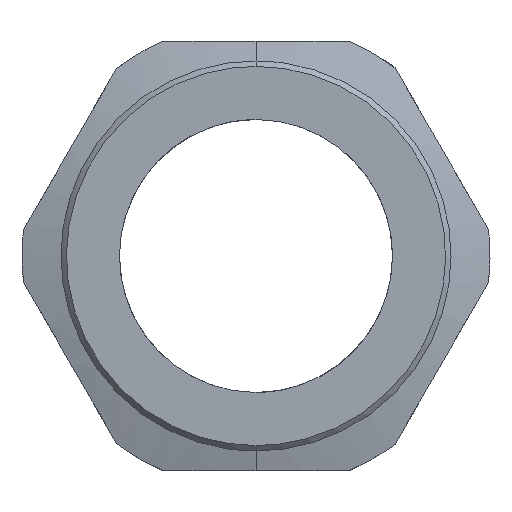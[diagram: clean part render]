
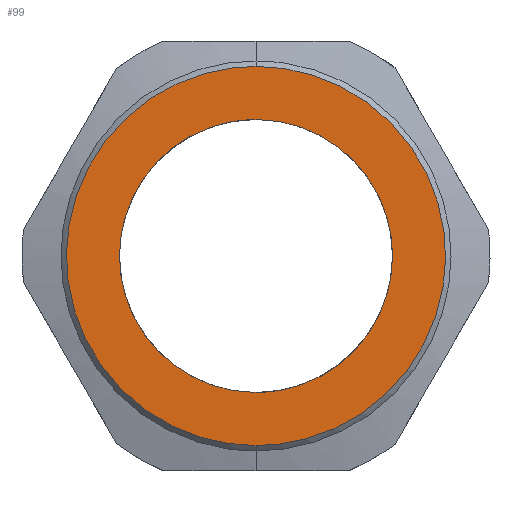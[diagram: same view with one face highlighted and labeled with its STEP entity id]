
A CAD part, front view. The second image highlights one B-rep face of the part: STEP entity #99.
In plain terms, the highlighted planar face has unit normal (0, -1, 0).
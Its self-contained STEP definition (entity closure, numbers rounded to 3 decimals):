
#28=FACE_BOUND('',#272,.T.);
#99=ADVANCED_FACE('',(#182,#28),#1237,.T.);
#182=FACE_OUTER_BOUND('',#271,.T.);
#271=EDGE_LOOP('',(#613,#614));
#272=EDGE_LOOP('',(#615,#616));
#613=ORIENTED_EDGE('',*,*,#842,.F.);
#614=ORIENTED_EDGE('',*,*,#866,.F.);
#615=ORIENTED_EDGE('',*,*,#867,.T.);
#616=ORIENTED_EDGE('',*,*,#847,.T.);
#842=EDGE_CURVE('',#1187,#1188,#1063,.T.);
#847=EDGE_CURVE('',#1191,#1192,#1066,.T.);
#866=EDGE_CURVE('',#1188,#1187,#1073,.T.);
#867=EDGE_CURVE('',#1192,#1191,#1074,.T.);
#1063=(
BOUNDED_CURVE()
B_SPLINE_CURVE(2,(#3067,#3068,#3069,#3070,#3071),.UNSPECIFIED.,.F.,.F.)
B_SPLINE_CURVE_WITH_KNOTS((3,2,3),(-76.341,-38.17,0.),
 .UNSPECIFIED.)
CURVE()
GEOMETRIC_REPRESENTATION_ITEM()
RATIONAL_B_SPLINE_CURVE((1.,0.707,1.,0.707,1.))
REPRESENTATION_ITEM('')
);
#1066=(
BOUNDED_CURVE()
B_SPLINE_CURVE(2,(#3086,#3087,#3088,#3089,#3090),.UNSPECIFIED.,.F.,.F.)
B_SPLINE_CURVE_WITH_KNOTS((3,2,3),(0.,27.489,54.978),
 .UNSPECIFIED.)
CURVE()
GEOMETRIC_REPRESENTATION_ITEM()
RATIONAL_B_SPLINE_CURVE((1.,0.707,1.,0.707,1.))
REPRESENTATION_ITEM('')
);
#1073=(
BOUNDED_CURVE()
B_SPLINE_CURVE(2,(#3133,#3134,#3135,#3136,#3137),.UNSPECIFIED.,.F.,.F.)
B_SPLINE_CURVE_WITH_KNOTS((3,2,3),(-76.341,-38.17,0.),
 .UNSPECIFIED.)
CURVE()
GEOMETRIC_REPRESENTATION_ITEM()
RATIONAL_B_SPLINE_CURVE((1.,0.707,1.,0.707,1.))
REPRESENTATION_ITEM('')
);
#1074=(
BOUNDED_CURVE()
B_SPLINE_CURVE(2,(#3138,#3139,#3140,#3141,#3142),.UNSPECIFIED.,.F.,.F.)
B_SPLINE_CURVE_WITH_KNOTS((3,2,3),(0.,27.489,54.978),
 .UNSPECIFIED.)
CURVE()
GEOMETRIC_REPRESENTATION_ITEM()
RATIONAL_B_SPLINE_CURVE((1.,0.707,1.,0.707,1.))
REPRESENTATION_ITEM('')
);
#1187=VERTEX_POINT('',#2941);
#1188=VERTEX_POINT('',#2942);
#1191=VERTEX_POINT('',#2945);
#1192=VERTEX_POINT('',#2946);
#1237=PLANE('',#1497);
#1497=AXIS2_PLACEMENT_3D('',#2837,#1537,$);
#1537=DIRECTION('',(0.,-1.,0.));
#2837=CARTESIAN_POINT('',(-29.161,0.,-4.861));
#2941=CARTESIAN_POINT('',(0.,0.,48.6));
#2942=CARTESIAN_POINT('',(0.,0.,0.));
#2945=CARTESIAN_POINT('',(0.,0.,6.8));
#2946=CARTESIAN_POINT('',(0.,0.,41.8));
#3067=CARTESIAN_POINT('',(0.,0.,48.6));
#3068=CARTESIAN_POINT('',(24.3,0.,48.6));
#3069=CARTESIAN_POINT('',(24.3,0.,24.3));
#3070=CARTESIAN_POINT('',(24.3,0.,0.));
#3071=CARTESIAN_POINT('',(0.,0.,0.));
#3086=CARTESIAN_POINT('',(0.,0.,6.8));
#3087=CARTESIAN_POINT('',(-17.5,0.,6.8));
#3088=CARTESIAN_POINT('',(-17.5,0.,24.3));
#3089=CARTESIAN_POINT('',(-17.5,0.,41.8));
#3090=CARTESIAN_POINT('',(0.,0.,41.8));
#3133=CARTESIAN_POINT('',(0.,0.,0.));
#3134=CARTESIAN_POINT('',(-24.3,0.,0.));
#3135=CARTESIAN_POINT('',(-24.3,0.,24.3));
#3136=CARTESIAN_POINT('',(-24.3,0.,48.6));
#3137=CARTESIAN_POINT('',(0.,0.,48.6));
#3138=CARTESIAN_POINT('',(0.,0.,41.8));
#3139=CARTESIAN_POINT('',(17.5,0.,41.8));
#3140=CARTESIAN_POINT('',(17.5,0.,24.3));
#3141=CARTESIAN_POINT('',(17.5,0.,6.8));
#3142=CARTESIAN_POINT('',(0.,0.,6.8));
